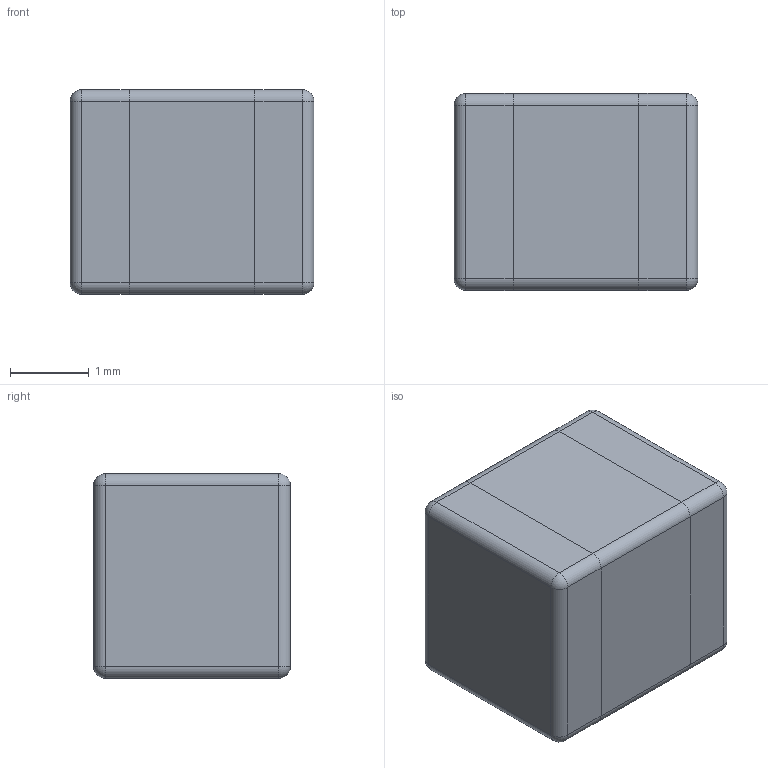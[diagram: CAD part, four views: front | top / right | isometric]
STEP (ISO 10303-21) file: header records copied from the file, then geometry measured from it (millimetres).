
FILE_DESCRIPTION (( 'STEP AP214' ), '1' );
FILE_NAME ('SMD Capacitor 1210.STEP', '2019-02-10T08:29:28', ( '' ), ( '' ), 'SwSTEP 2.0', 'SolidWorks 2018', '' );
FILE_SCHEMA (( 'AUTOMOTIVE_DESIGN' ));
Length unit declared in the file: millimetre
Products named in the file (1): SMD Capacitor 1210
Bounding box: 3.1 x 2.5 x 2.6 mm (x, y, z)
Volume: 20 mm3; surface area: 42.5 mm2
Topology: 1 solids, 1 shells, 84 faces, 199 edges, 114 vertices
Faces by surface type: plane 33, bspline 23, cylinder 20, sphere 8
Entity records: 4499 total; most frequent: CARTESIAN_POINT 1805, ORIENTED_EDGE 382, DIRECTION 301, EDGE_CURVE 191, VERTEX_POINT 114, VECTOR 113, LINE 113, AXIS2_PLACEMENT_3D 94
